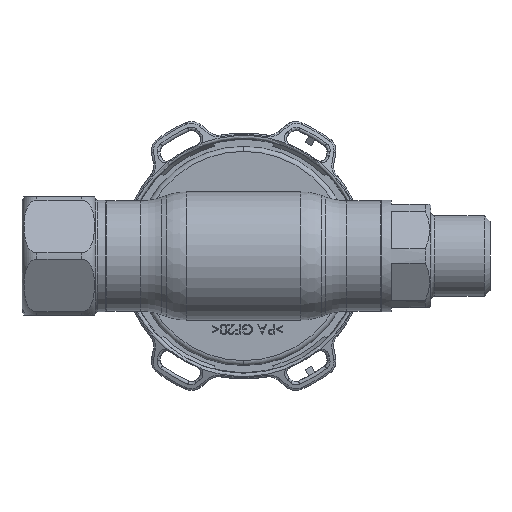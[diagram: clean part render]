
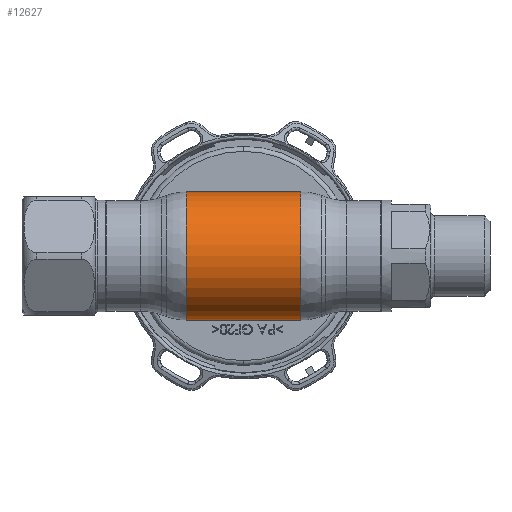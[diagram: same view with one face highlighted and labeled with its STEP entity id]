
A CAD part, front view. The second image highlights one B-rep face of the part: STEP entity #12627.
In plain terms, the highlighted cylindrical face has radius 13 mm (diameter 26 mm), a partial arc.
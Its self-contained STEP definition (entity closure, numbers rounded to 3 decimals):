
#1040 = DIRECTION ( 'NONE',  ( 0., 0., 1. ) ) ;
#1484 = DIRECTION ( 'NONE',  ( 0., 0., 1. ) ) ;
#2549 = LINE ( 'NONE', #17234, #24195 ) ;
#2908 = CIRCLE ( 'NONE', #26272, 13. ) ;
#6340 = VECTOR ( 'NONE', #8180, 1000. ) ;
#6379 = ORIENTED_EDGE ( 'NONE', *, *, #21105, .F. ) ;
#6441 = CARTESIAN_POINT ( 'NONE',  ( -62.69, 0., 0. ) ) ;
#6796 = DIRECTION ( 'NONE',  ( -1., 0., 0. ) ) ;
#6979 = FACE_OUTER_BOUND ( 'NONE', #35346, .T. ) ;
#8180 = DIRECTION ( 'NONE',  ( -1., 0., 0. ) ) ;
#11053 = ORIENTED_EDGE ( 'NONE', *, *, #30520, .F. ) ;
#12627 = ADVANCED_FACE ( 'NONE', ( #6979 ), #26545, .T. ) ;
#12657 = EDGE_CURVE ( 'NONE', #33875, #30409, #23650, .T. ) ;
#12809 = EDGE_CURVE ( 'NONE', #30409, #20214, #2549, .T. ) ;
#14621 = CARTESIAN_POINT ( 'NONE',  ( 11.634, 0., 13. ) ) ;
#15190 = ORIENTED_EDGE ( 'NONE', *, *, #12657, .T. ) ;
#15940 = CARTESIAN_POINT ( 'NONE',  ( 11.634, 0., -13. ) ) ;
#17234 = CARTESIAN_POINT ( 'NONE',  ( -62.69, 0., 13. ) ) ;
#17819 = AXIS2_PLACEMENT_3D ( 'NONE', #33033, #21237, #24709 ) ;
#19131 = CARTESIAN_POINT ( 'NONE',  ( -11.634, 0., -13. ) ) ;
#20214 = VERTEX_POINT ( 'NONE', #30855 ) ;
#21105 = EDGE_CURVE ( 'NONE', #33875, #31818, #33126, .T. ) ;
#21237 = DIRECTION ( 'NONE',  ( -1., 0., 0. ) ) ;
#23650 = CIRCLE ( 'NONE', #17819, 13. ) ;
#24195 = VECTOR ( 'NONE', #28320, 1000. ) ;
#24709 = DIRECTION ( 'NONE',  ( 0., 0., 1. ) ) ;
#26272 = AXIS2_PLACEMENT_3D ( 'NONE', #29185, #34778, #1040 ) ;
#26545 = CYLINDRICAL_SURFACE ( 'NONE', #27679, 13. ) ;
#27679 = AXIS2_PLACEMENT_3D ( 'NONE', #6441, #6796, #1484 ) ;
#28320 = DIRECTION ( 'NONE',  ( -1., 0., 0. ) ) ;
#29185 = CARTESIAN_POINT ( 'NONE',  ( -11.634, 0., 0. ) ) ;
#30409 = VERTEX_POINT ( 'NONE', #14621 ) ;
#30520 = EDGE_CURVE ( 'NONE', #31818, #20214, #2908, .T. ) ;
#30855 = CARTESIAN_POINT ( 'NONE',  ( -11.634, 0., 13. ) ) ;
#31818 = VERTEX_POINT ( 'NONE', #19131 ) ;
#33033 = CARTESIAN_POINT ( 'NONE',  ( 11.634, 0., 0. ) ) ;
#33126 = LINE ( 'NONE', #35831, #6340 ) ;
#33641 = ORIENTED_EDGE ( 'NONE', *, *, #12809, .T. ) ;
#33875 = VERTEX_POINT ( 'NONE', #15940 ) ;
#34778 = DIRECTION ( 'NONE',  ( -1., 0., 0. ) ) ;
#35346 = EDGE_LOOP ( 'NONE', ( #6379, #15190, #33641, #11053 ) ) ;
#35831 = CARTESIAN_POINT ( 'NONE',  ( -62.69, 0., -13. ) ) ;
